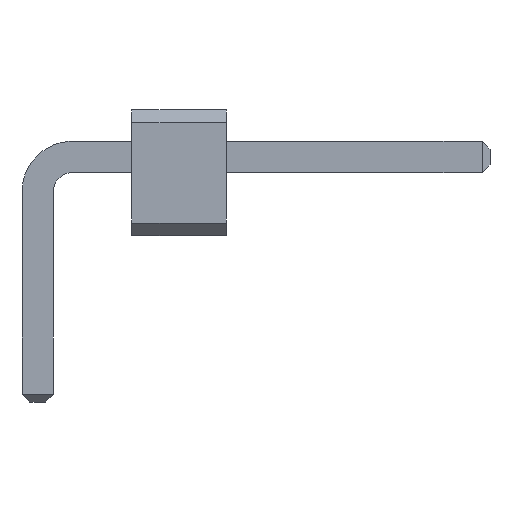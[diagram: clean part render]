
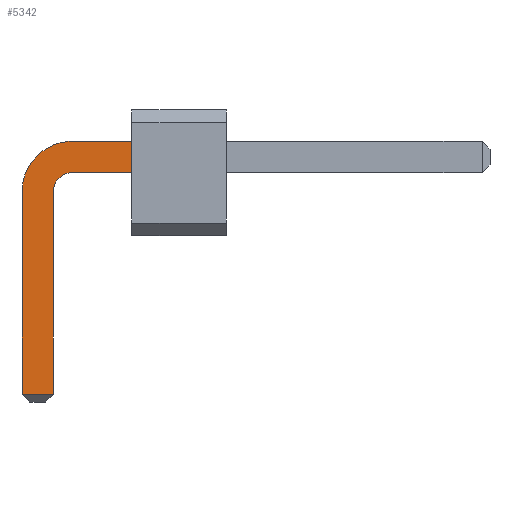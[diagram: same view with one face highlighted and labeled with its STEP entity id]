
A CAD part, front view. The second image highlights one B-rep face of the part: STEP entity #5342.
In plain terms, the highlighted planar face has unit normal (0, -1, 0).
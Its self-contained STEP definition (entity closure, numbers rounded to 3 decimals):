
#1788 = VERTEX_POINT('',#1789);
#1789 = CARTESIAN_POINT('',(1.5,-20.25,1.25));
#1797 = EDGE_CURVE('',#1788,#1798,#1800,.T.);
#1798 = VERTEX_POINT('',#1799);
#1799 = CARTESIAN_POINT('',(1.5,-20.25,0.75));
#1800 = LINE('',#1801,#1802);
#1801 = CARTESIAN_POINT('',(1.5,-20.25,0.499));
#1802 = VECTOR('',#1803,1.);
#1803 = DIRECTION('',(0.,0.,-1.));
#5242 = VERTEX_POINT('',#5243);
#5243 = CARTESIAN_POINT('',(0.5,-20.25,1.25));
#5249 = EDGE_CURVE('',#5242,#1788,#5250,.T.);
#5250 = LINE('',#5251,#5252);
#5251 = CARTESIAN_POINT('',(0.5,-20.25,1.25));
#5252 = VECTOR('',#5253,1.);
#5253 = DIRECTION('',(1.,0.,0.));
#5324 = EDGE_CURVE('',#1798,#5325,#5327,.T.);
#5325 = VERTEX_POINT('',#5326);
#5326 = CARTESIAN_POINT('',(0.5,-20.25,0.75));
#5327 = LINE('',#5328,#5329);
#5328 = CARTESIAN_POINT('',(7.2,-20.25,0.75));
#5329 = VECTOR('',#5330,1.);
#5330 = DIRECTION('',(-1.,0.,0.));
#5342 = ADVANCED_FACE('',(#5343),#5388,.F.);
#5343 = FACE_BOUND('',#5344,.F.);
#5344 = EDGE_LOOP('',(#5345,#5346,#5347,#5356,#5364,#5372,#5380,#5387));
#5345 = ORIENTED_EDGE('',*,*,#1797,.T.);
#5346 = ORIENTED_EDGE('',*,*,#5324,.T.);
#5347 = ORIENTED_EDGE('',*,*,#5348,.T.);
#5348 = EDGE_CURVE('',#5325,#5349,#5351,.T.);
#5349 = VERTEX_POINT('',#5350);
#5350 = CARTESIAN_POINT('',(0.25,-20.25,0.5));
#5351 = CIRCLE('',#5352,0.324);
#5352 = AXIS2_PLACEMENT_3D('',#5353,#5354,#5355);
#5353 = CARTESIAN_POINT('',(0.567,-20.25,0.433));
#5354 = DIRECTION('',(0.,-1.,0.));
#5355 = DIRECTION('',(-0.207,0.,0.978)
);
#5356 = ORIENTED_EDGE('',*,*,#5357,.T.);
#5357 = EDGE_CURVE('',#5349,#5358,#5360,.T.);
#5358 = VERTEX_POINT('',#5359);
#5359 = CARTESIAN_POINT('',(0.25,-20.25,-2.775));
#5360 = LINE('',#5361,#5362);
#5361 = CARTESIAN_POINT('',(0.25,-20.25,0.5));
#5362 = VECTOR('',#5363,1.);
#5363 = DIRECTION('',(0.,0.,-1.));
#5364 = ORIENTED_EDGE('',*,*,#5365,.T.);
#5365 = EDGE_CURVE('',#5358,#5366,#5368,.T.);
#5366 = VERTEX_POINT('',#5367);
#5367 = CARTESIAN_POINT('',(-0.25,-20.25,-2.775));
#5368 = LINE('',#5369,#5370);
#5369 = CARTESIAN_POINT('',(0.25,-20.25,-2.775));
#5370 = VECTOR('',#5371,1.);
#5371 = DIRECTION('',(-1.,0.,0.));
#5372 = ORIENTED_EDGE('',*,*,#5373,.T.);
#5373 = EDGE_CURVE('',#5366,#5374,#5376,.T.);
#5374 = VERTEX_POINT('',#5375);
#5375 = CARTESIAN_POINT('',(-0.25,-20.25,0.5));
#5376 = LINE('',#5377,#5378);
#5377 = CARTESIAN_POINT('',(-0.25,-20.25,-2.9));
#5378 = VECTOR('',#5379,1.);
#5379 = DIRECTION('',(0.,0.,1.));
#5380 = ORIENTED_EDGE('',*,*,#5381,.T.);
#5381 = EDGE_CURVE('',#5374,#5242,#5382,.T.);
#5382 = CIRCLE('',#5383,0.808);
#5383 = AXIS2_PLACEMENT_3D('',#5384,#5385,#5386);
#5384 = CARTESIAN_POINT('',(0.556,-20.25,0.444));
#5385 = DIRECTION('',(0.,1.,0.));
#5386 = DIRECTION('',(-0.998,0.,
0.069));
#5387 = ORIENTED_EDGE('',*,*,#5249,.T.);
#5388 = PLANE('',#5389);
#5389 = AXIS2_PLACEMENT_3D('',#5390,#5391,#5392);
#5390 = CARTESIAN_POINT('',(2.437,-20.25,0.248));
#5391 = DIRECTION('',(0.,1.,-0.));
#5392 = DIRECTION('',(0.,0.,-1.));
